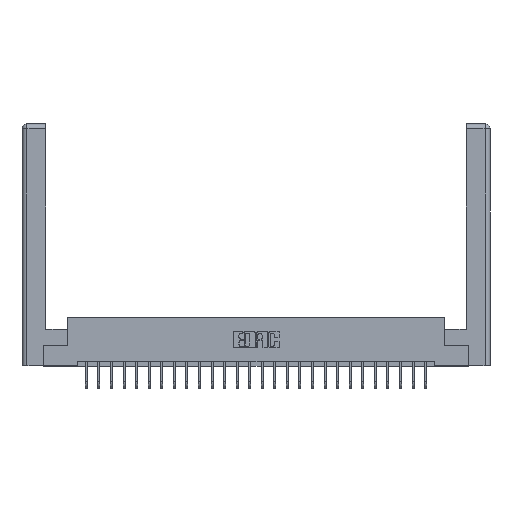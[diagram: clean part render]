
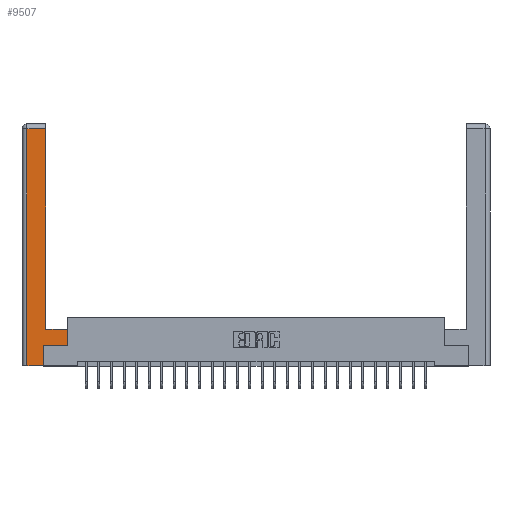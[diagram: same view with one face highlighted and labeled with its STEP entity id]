
A CAD part, top view. The second image highlights one B-rep face of the part: STEP entity #9507.
In plain terms, the highlighted planar face has unit normal (0, 0, 1).
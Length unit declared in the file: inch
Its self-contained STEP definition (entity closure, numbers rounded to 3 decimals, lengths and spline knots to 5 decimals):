
#478 = LINE ( 'NONE', #14270, #18528 ) ;
#531 = EDGE_CURVE ( 'NONE', #12456, #12389, #7114, .T. ) ;
#815 = ORIENTED_EDGE ( 'NONE', *, *, #21676, .T. ) ;
#947 = VERTEX_POINT ( 'NONE', #13624 ) ;
#1045 = VECTOR ( 'NONE', #18841, 39.37008 ) ;
#1213 = AXIS2_PLACEMENT_3D ( 'NONE', #11040, #1298, #11122 ) ;
#1298 = DIRECTION ( 'NONE',  ( 0., 0., -1. ) ) ;
#1558 = CARTESIAN_POINT ( 'NONE',  ( 0.565, 0.245, 0. ) ) ;
#1968 = VECTOR ( 'NONE', #17031, 39.37008 ) ;
#3155 = VERTEX_POINT ( 'NONE', #22480 ) ;
#3311 = VECTOR ( 'NONE', #11340, 39.37008 ) ;
#3548 = FACE_OUTER_BOUND ( 'NONE', #14659, .T. ) ;
#3788 = EDGE_CURVE ( 'NONE', #9695, #16942, #18923, .T. ) ;
#4327 = ORIENTED_EDGE ( 'NONE', *, *, #21819, .T. ) ;
#4469 = ORIENTED_EDGE ( 'NONE', *, *, #3788, .T. ) ;
#4947 = DIRECTION ( 'NONE',  ( 0., 1., 0. ) ) ;
#5652 = EDGE_CURVE ( 'NONE', #947, #3155, #7830, .T. ) ;
#5793 = DIRECTION ( 'NONE',  ( 1., 0., 0. ) ) ;
#5903 = EDGE_CURVE ( 'NONE', #8140, #947, #478, .T. ) ;
#6797 = CARTESIAN_POINT ( 'NONE',  ( 0.0615, 2.94, 0. ) ) ;
#6922 = VERTEX_POINT ( 'NONE', #10362 ) ;
#7114 = LINE ( 'NONE', #10550, #1045 ) ;
#7830 = LINE ( 'NONE', #25312, #13972 ) ;
#8140 = VERTEX_POINT ( 'NONE', #6797 ) ;
#8428 = DIRECTION ( 'NONE',  ( 0., -1., 0. ) ) ;
#8502 = EDGE_CURVE ( 'NONE', #3155, #9695, #25351, .T. ) ;
#9507 = ADVANCED_FACE ( 'NONE', ( #3548 ), #13269, .F. ) ;
#9575 = DIRECTION ( 'NONE',  ( 1., 0., 0. ) ) ;
#9652 = LINE ( 'NONE', #19768, #18210 ) ;
#9695 = VERTEX_POINT ( 'NONE', #22291 ) ;
#10362 = CARTESIAN_POINT ( 'NONE',  ( 0.565, 0.45, 0. ) ) ;
#10550 = CARTESIAN_POINT ( 'NONE',  ( 0.295, 3., 0. ) ) ;
#11040 = CARTESIAN_POINT ( 'NONE',  ( 0., 0., 0. ) ) ;
#11122 = DIRECTION ( 'NONE',  ( -1., 0., 0. ) ) ;
#11340 = DIRECTION ( 'NONE',  ( 0., 1., 0. ) ) ;
#11549 = CARTESIAN_POINT ( 'NONE',  ( 0.565, 0.245, 0. ) ) ;
#12389 = VERTEX_POINT ( 'NONE', #16262 ) ;
#12399 = DIRECTION ( 'NONE',  ( -1., 0., 0. ) ) ;
#12456 = VERTEX_POINT ( 'NONE', #12657 ) ;
#12657 = CARTESIAN_POINT ( 'NONE',  ( 0.295, 0.45, 0. ) ) ;
#12676 = ORIENTED_EDGE ( 'NONE', *, *, #5652, .T. ) ;
#13269 = PLANE ( 'NONE',  #1213 ) ;
#13624 = CARTESIAN_POINT ( 'NONE',  ( 0.0615, 0., 0. ) ) ;
#13972 = VECTOR ( 'NONE', #5793, 39.37008 ) ;
#14270 = CARTESIAN_POINT ( 'NONE',  ( 0.0615, 0., 0. ) ) ;
#14659 = EDGE_LOOP ( 'NONE', ( #25175, #21782, #23680, #12676, #20712, #4469, #4327, #815 ) ) ;
#16262 = CARTESIAN_POINT ( 'NONE',  ( 0.295, 2.94, 0. ) ) ;
#16590 = CARTESIAN_POINT ( 'NONE',  ( 0.565, 0.45, 0. ) ) ;
#16942 = VERTEX_POINT ( 'NONE', #1558 ) ;
#17031 = DIRECTION ( 'NONE',  ( -1., 0., 0. ) ) ;
#18210 = VECTOR ( 'NONE', #12399, 39.37008 ) ;
#18528 = VECTOR ( 'NONE', #8428, 39.37008 ) ;
#18841 = DIRECTION ( 'NONE',  ( 0., 1., 0. ) ) ;
#18923 = LINE ( 'NONE', #11549, #19842 ) ;
#19417 = VECTOR ( 'NONE', #4947, 39.37008 ) ;
#19768 = CARTESIAN_POINT ( 'NONE',  ( 0.295, 0.45, 0. ) ) ;
#19842 = VECTOR ( 'NONE', #9575, 39.37008 ) ;
#20712 = ORIENTED_EDGE ( 'NONE', *, *, #8502, .T. ) ;
#21045 = CARTESIAN_POINT ( 'NONE',  ( 0.0615, 2.94, 0. ) ) ;
#21676 = EDGE_CURVE ( 'NONE', #6922, #12456, #9652, .T. ) ;
#21782 = ORIENTED_EDGE ( 'NONE', *, *, #22632, .T. ) ;
#21819 = EDGE_CURVE ( 'NONE', #16942, #6922, #24624, .T. ) ;
#22291 = CARTESIAN_POINT ( 'NONE',  ( 0.265, 0.245, 0. ) ) ;
#22480 = CARTESIAN_POINT ( 'NONE',  ( 0.265, 0., 0. ) ) ;
#22632 = EDGE_CURVE ( 'NONE', #12389, #8140, #24302, .T. ) ;
#23680 = ORIENTED_EDGE ( 'NONE', *, *, #5903, .T. ) ;
#24302 = LINE ( 'NONE', #21045, #1968 ) ;
#24624 = LINE ( 'NONE', #16590, #19417 ) ;
#25113 = CARTESIAN_POINT ( 'NONE',  ( 0.265, 0.245, 0. ) ) ;
#25175 = ORIENTED_EDGE ( 'NONE', *, *, #531, .T. ) ;
#25312 = CARTESIAN_POINT ( 'NONE',  ( 0.265, 0., 0. ) ) ;
#25351 = LINE ( 'NONE', #25113, #3311 ) ;
